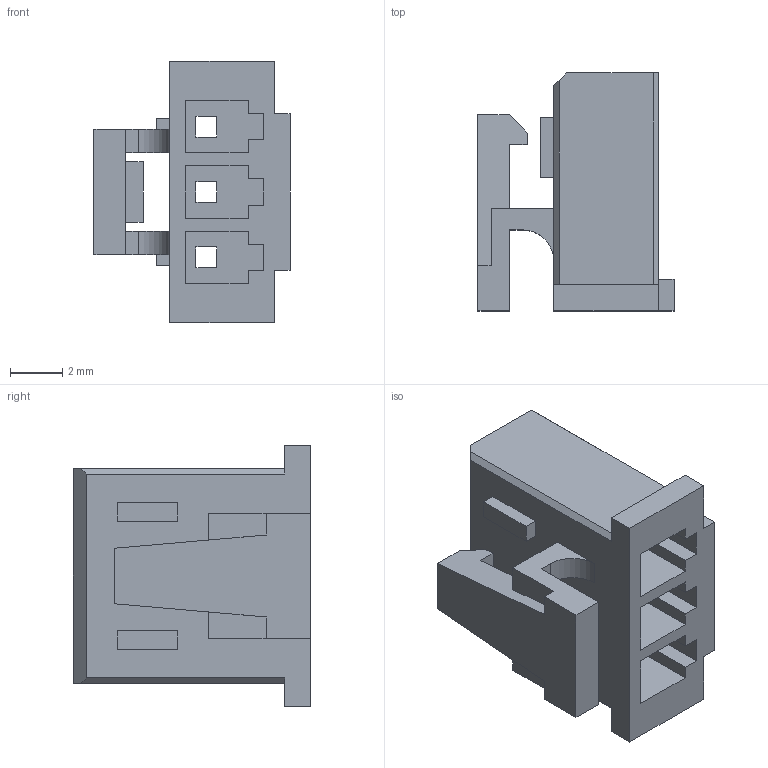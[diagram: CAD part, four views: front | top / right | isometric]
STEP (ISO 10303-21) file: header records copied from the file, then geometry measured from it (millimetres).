
FILE_DESCRIPTION (( 'STEP AP214' ), '1' );
FILE_NAME ('FHG25006-S03M2W1B-REF .STEP', '2025-12-11T02:55:35', ( '' ), ( '' ), 'SwSTEP 2.0', 'SolidWorks 2021', '' );
FILE_SCHEMA (( 'AUTOMOTIVE_DESIGN' ));
Length unit declared in the file: millimetre
Products named in the file (1): FHG25006-S03M2W1B-REF 
Bounding box: 7.5 x 9.1 x 10 mm (x, y, z)
Volume: 202 mm3; surface area: 656.1 mm2
Topology: 1 solids, 1 shells, 103 faces, 294 edges, 192 vertices
Faces by surface type: plane 101, cylinder 2
Entity records: 3338 total; most frequent: CARTESIAN_POINT 590, ORIENTED_EDGE 588, DIRECTION 506, EDGE_CURVE 294, LINE 290, VECTOR 290, VERTEX_POINT 192, EDGE_LOOP 116
